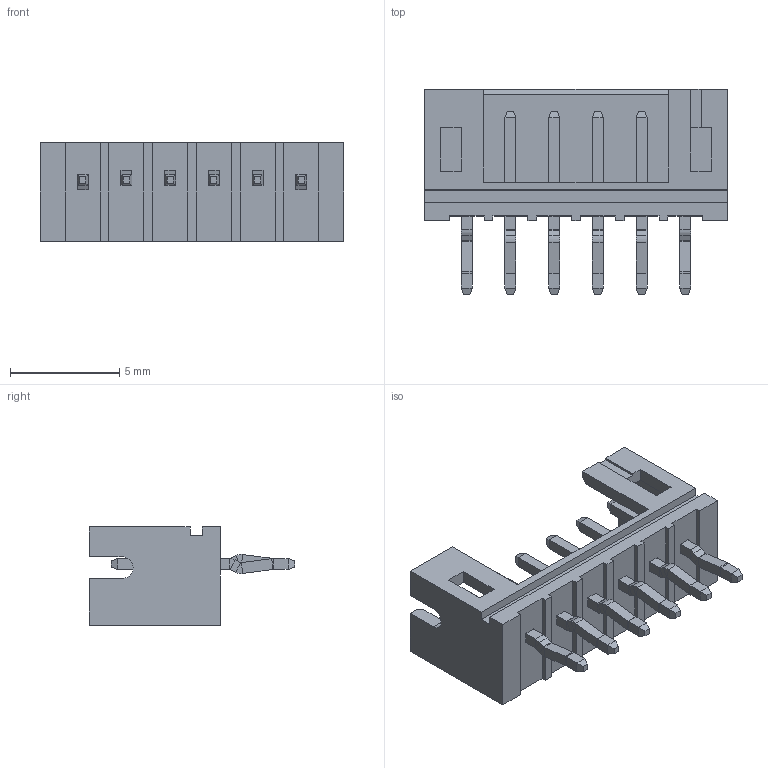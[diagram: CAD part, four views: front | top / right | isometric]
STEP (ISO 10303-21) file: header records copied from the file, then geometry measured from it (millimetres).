
FILE_DESCRIPTION (( 'STEP AP214' ), '1' );
FILE_NAME ('B6B-PH-K-S(LF)(SN) - ASS.STEP', '2022-09-17T22:10:33', ( '' ), ( '' ), 'SwSTEP 2.0', 'SolidWorks 2017', '' );
FILE_SCHEMA (( 'AUTOMOTIVE_DESIGN' ));
Length unit declared in the file: millimetre
Products named in the file (2): B6B-PH-K-S(LF)(SN) - ASS; B6B-PH-K-S(LF)(SN)
Assembly tree (1 placements, depth 2):
  B6B-PH-K-S(LF)(SN) - ASS
    B6B-PH-K-S(LF)(SN)
Bounding box: 13.9 x 9.4 x 4.5 mm (x, y, z)
Volume: 159.1 mm3; surface area: 544 mm2
Topology: 7 solids, 7 shells, 319 faces, 722 edges, 416 vertices
Faces by surface type: plane 281, cylinder 38
Entity records: 8696 total; most frequent: CARTESIAN_POINT 1461, ORIENTED_EDGE 1444, DIRECTION 1444, EDGE_CURVE 722, VECTOR 646, LINE 646, VERTEX_POINT 416, AXIS2_PLACEMENT_3D 399
